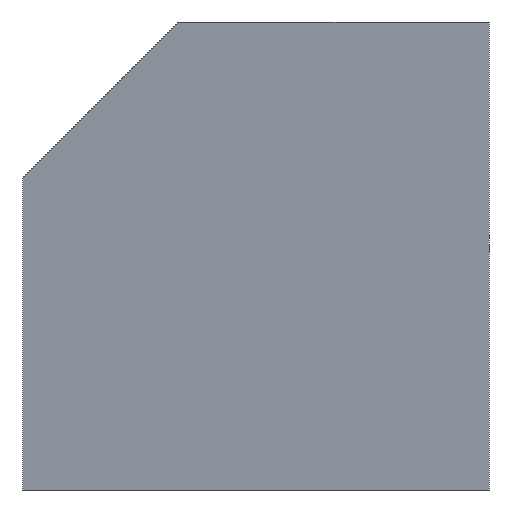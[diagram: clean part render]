
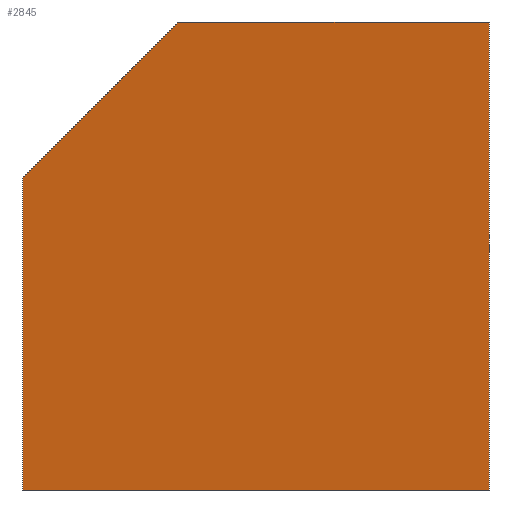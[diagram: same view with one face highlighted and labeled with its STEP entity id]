
A CAD part, left-side view. The second image highlights one B-rep face of the part: STEP entity #2845.
In plain terms, the highlighted planar face has unit normal (-0.981, 0.197, 0).
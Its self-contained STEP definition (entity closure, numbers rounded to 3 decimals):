
#2845 = ADVANCED_FACE('',(#2846),#2860,.T.);
#2846 = FACE_BOUND('',#2847,.T.);
#2847 = EDGE_LOOP('',(#2848,#2871,#2887,#2903,#2919));
#2848 = ORIENTED_EDGE('',*,*,#2849,.F.);
#2849 = EDGE_CURVE('',#2850,#2852,#2854,.T.);
#2850 = VERTEX_POINT('',#2851);
#2851 = CARTESIAN_POINT('',(-1.4,2.992,0.));
#2852 = VERTEX_POINT('',#2853);
#2853 = CARTESIAN_POINT('',(-1.4,2.992,2.));
#2854 = SURFACE_CURVE('',#2855,(#2859),.PCURVE_S1.);
#2855 = LINE('',#2856,#2857);
#2856 = CARTESIAN_POINT('',(-1.4,2.992,0.));
#2857 = VECTOR('',#2858,1.);
#2858 = DIRECTION('',(0.,0.,1.));
#2859 = PCURVE('',#2860,#2865);
#2860 = PLANE('',#2861);
#2861 = AXIS2_PLACEMENT_3D('',#2862,#2863,#2864);
#2862 = CARTESIAN_POINT('',(-2.,0.,0.));
#2863 = DIRECTION('',(-0.98,0.197,0.));
#2864 = DIRECTION('',(0.197,0.98,0.));
#2865 = DEFINITIONAL_REPRESENTATION('',(#2866),#2870);
#2866 = LINE('',#2867,#2868);
#2867 = CARTESIAN_POINT('',(3.052,0.));
#2868 = VECTOR('',#2869,1.);
#2869 = DIRECTION('',(0.,-1.));
#2870 = ( GEOMETRIC_REPRESENTATION_CONTEXT(2) 
PARAMETRIC_REPRESENTATION_CONTEXT() REPRESENTATION_CONTEXT('2D SPACE',''
  ) );
#2871 = ORIENTED_EDGE('',*,*,#2872,.F.);
#2872 = EDGE_CURVE('',#2873,#2850,#2875,.T.);
#2873 = VERTEX_POINT('',#2874);
#2874 = CARTESIAN_POINT('',(-2.,0.,0.));
#2875 = SURFACE_CURVE('',#2876,(#2880),.PCURVE_S1.);
#2876 = LINE('',#2877,#2878);
#2877 = CARTESIAN_POINT('',(-2.,0.,0.));
#2878 = VECTOR('',#2879,1.);
#2879 = DIRECTION('',(0.197,0.98,0.));
#2880 = PCURVE('',#2860,#2881);
#2881 = DEFINITIONAL_REPRESENTATION('',(#2882),#2886);
#2882 = LINE('',#2883,#2884);
#2883 = CARTESIAN_POINT('',(0.,0.));
#2884 = VECTOR('',#2885,1.);
#2885 = DIRECTION('',(1.,0.));
#2886 = ( GEOMETRIC_REPRESENTATION_CONTEXT(2) 
PARAMETRIC_REPRESENTATION_CONTEXT() REPRESENTATION_CONTEXT('2D SPACE',''
  ) );
#2887 = ORIENTED_EDGE('',*,*,#2888,.T.);
#2888 = EDGE_CURVE('',#2873,#2889,#2891,.T.);
#2889 = VERTEX_POINT('',#2890);
#2890 = CARTESIAN_POINT('',(-2.,0.,3.));
#2891 = SURFACE_CURVE('',#2892,(#2896),.PCURVE_S1.);
#2892 = LINE('',#2893,#2894);
#2893 = CARTESIAN_POINT('',(-2.,0.,0.));
#2894 = VECTOR('',#2895,1.);
#2895 = DIRECTION('',(0.,0.,1.));
#2896 = PCURVE('',#2860,#2897);
#2897 = DEFINITIONAL_REPRESENTATION('',(#2898),#2902);
#2898 = LINE('',#2899,#2900);
#2899 = CARTESIAN_POINT('',(0.,0.));
#2900 = VECTOR('',#2901,1.);
#2901 = DIRECTION('',(0.,-1.));
#2902 = ( GEOMETRIC_REPRESENTATION_CONTEXT(2) 
PARAMETRIC_REPRESENTATION_CONTEXT() REPRESENTATION_CONTEXT('2D SPACE',''
  ) );
#2903 = ORIENTED_EDGE('',*,*,#2904,.T.);
#2904 = EDGE_CURVE('',#2889,#2905,#2907,.T.);
#2905 = VERTEX_POINT('',#2906);
#2906 = CARTESIAN_POINT('',(-1.601,1.992,3.));
#2907 = SURFACE_CURVE('',#2908,(#2912),.PCURVE_S1.);
#2908 = LINE('',#2909,#2910);
#2909 = CARTESIAN_POINT('',(-2.,0.,3.));
#2910 = VECTOR('',#2911,1.);
#2911 = DIRECTION('',(0.197,0.98,0.));
#2912 = PCURVE('',#2860,#2913);
#2913 = DEFINITIONAL_REPRESENTATION('',(#2914),#2918);
#2914 = LINE('',#2915,#2916);
#2915 = CARTESIAN_POINT('',(0.,-3.));
#2916 = VECTOR('',#2917,1.);
#2917 = DIRECTION('',(1.,0.));
#2918 = ( GEOMETRIC_REPRESENTATION_CONTEXT(2) 
PARAMETRIC_REPRESENTATION_CONTEXT() REPRESENTATION_CONTEXT('2D SPACE',''
  ) );
#2919 = ORIENTED_EDGE('',*,*,#2920,.F.);
#2920 = EDGE_CURVE('',#2852,#2905,#2921,.T.);
#2921 = SURFACE_CURVE('',#2922,(#2926),.PCURVE_S1.);
#2922 = LINE('',#2923,#2924);
#2923 = CARTESIAN_POINT('',(-1.504,2.474,
    2.518));
#2924 = VECTOR('',#2925,1.);
#2925 = DIRECTION('',(-0.14,-0.7,0.7));
#2926 = PCURVE('',#2860,#2927);
#2927 = DEFINITIONAL_REPRESENTATION('',(#2928),#2932);
#2928 = LINE('',#2929,#2930);
#2929 = CARTESIAN_POINT('',(2.524,-2.518));
#2930 = VECTOR('',#2931,1.);
#2931 = DIRECTION('',(-0.714,-0.7));
#2932 = ( GEOMETRIC_REPRESENTATION_CONTEXT(2) 
PARAMETRIC_REPRESENTATION_CONTEXT() REPRESENTATION_CONTEXT('2D SPACE',''
  ) );
